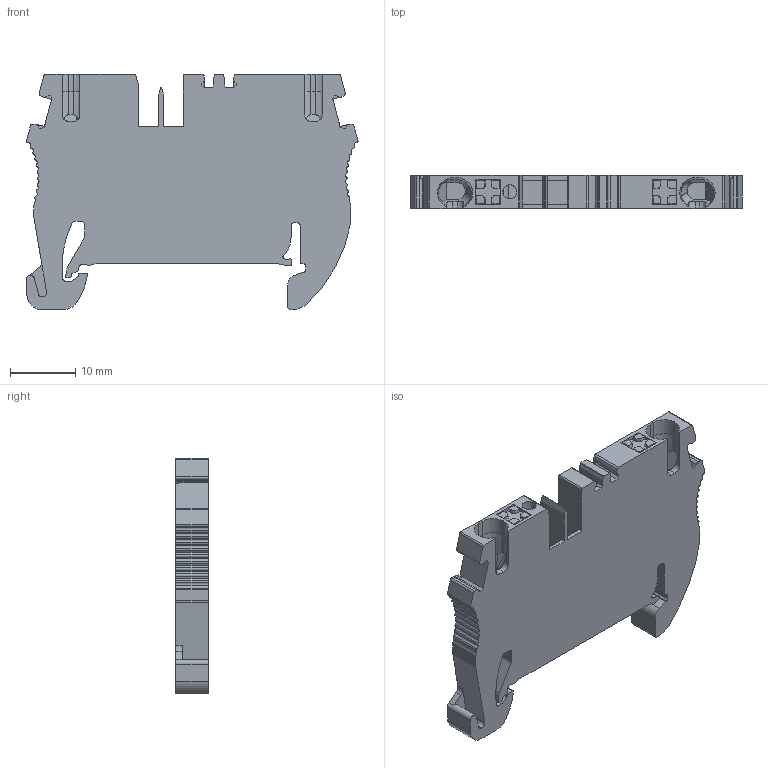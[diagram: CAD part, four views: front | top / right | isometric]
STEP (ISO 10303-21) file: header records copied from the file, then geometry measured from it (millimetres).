
FILE_DESCRIPTION(/* description */ ('Unknown'),/* implementation_level */ '2;1');
FILE_NAME(/* name */ 'PQ2_5_3D_SOLID',/* time_stamp */ '2021-04-28T12:32:18+05:00',/* author */ ('Unknown'),/* organization */ ('Unknown'),/* preprocessor_version */ 'ST-DEVELOPER v16.7',/* originating_system */ 'DEX',/* authorisation */ $);
FILE_SCHEMA (('AUTOMOTIVE_DESIGN {1 0 10303 214 3 1 1}'));
Length unit declared in the file: millimetre
Products named in the file (1): PQ2_5_SOLID
Bounding box: 50.82 x 5 x 36 mm (x, y, z)
Volume: 6112.2 mm3; surface area: 4828.3 mm2
Topology: 1 solids, 1 shells, 358 faces, 1027 edges, 682 vertices
Faces by surface type: plane 201, cylinder 145, cone 12
Full cylindrical faces by diameter (mm): 2.15 x1
Entity records: 14332 total; most frequent: CARTESIAN_POINT 2181, ORIENTED_EDGE 2050, DIRECTION 2028, EDGE_CURVE 1025, VERTEX_POINT 681, AXIS2_PLACEMENT_3D 678, LINE 672, VECTOR 672
